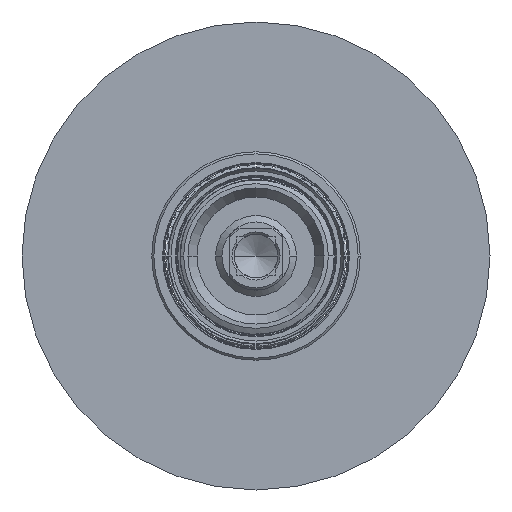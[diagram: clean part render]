
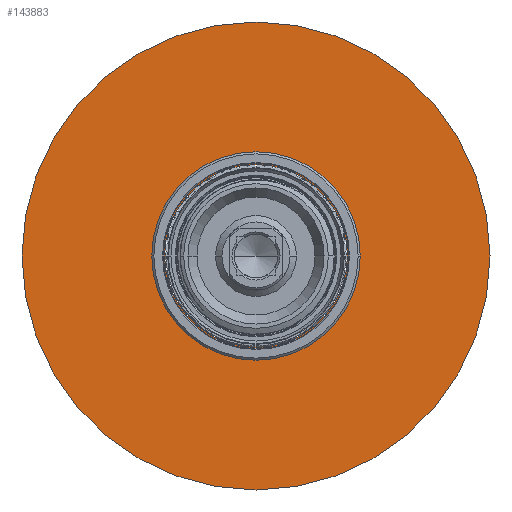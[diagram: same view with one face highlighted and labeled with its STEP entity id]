
A CAD part, front view. The second image highlights one B-rep face of the part: STEP entity #143883.
In plain terms, the highlighted face is planar.
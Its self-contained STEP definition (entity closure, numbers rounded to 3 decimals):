
#143794=CARTESIAN_POINT('',(0.,0.,0.));
#143795=DIRECTION('',(0.,0.,-1.));
#143796=DIRECTION('',(1.,0.,0.));
#143797=AXIS2_PLACEMENT_3D('',#143794,#143795,#143796);
#143799=CARTESIAN_POINT('',(0.,0.,0.));
#143800=DIRECTION('',(0.,0.,-1.));
#143801=DIRECTION('',(-1.,0.,0.));
#143802=AXIS2_PLACEMENT_3D('',#143799,#143800,#143801);
#143804=CARTESIAN_POINT('',(0.,0.,0.));
#143805=DIRECTION('',(0.,0.,1.));
#143806=DIRECTION('',(1.,0.,0.));
#143807=AXIS2_PLACEMENT_3D('',#143804,#143805,#143806);
#143809=CARTESIAN_POINT('',(0.,0.,0.));
#143810=DIRECTION('',(0.,0.,1.));
#143811=DIRECTION('',(-1.,0.,0.));
#143812=AXIS2_PLACEMENT_3D('',#143809,#143810,#143811);
#143850=CARTESIAN_POINT('',(21.5,0.,0.));
#143851=CARTESIAN_POINT('',(-21.5,0.,0.));
#143852=VERTEX_POINT('',#143850);
#143853=VERTEX_POINT('',#143851);
#143858=CARTESIAN_POINT('',(55.,0.,0.));
#143859=CARTESIAN_POINT('',(-55.,0.,0.));
#143860=VERTEX_POINT('',#143858);
#143861=VERTEX_POINT('',#143859);
#143866=CARTESIAN_POINT('',(0.,0.,0.));
#143867=DIRECTION('',(0.,0.,1.));
#143868=DIRECTION('',(1.,0.,0.));
#143869=AXIS2_PLACEMENT_3D('',#143866,#143867,#143868);
#143870=PLANE('',#143869);
#143872=ORIENTED_EDGE('',*,*,#143871,.T.);
#143874=ORIENTED_EDGE('',*,*,#143873,.T.);
#143875=EDGE_LOOP('',(#143872,#143874));
#143876=FACE_OUTER_BOUND('',#143875,.F.);
#143878=ORIENTED_EDGE('',*,*,#143877,.T.);
#143880=ORIENTED_EDGE('',*,*,#143879,.T.);
#143881=EDGE_LOOP('',(#143878,#143880));
#143882=FACE_BOUND('',#143881,.F.);
#143883=ADVANCED_FACE('',(#143876,#143882),#143870,.F.);
#143798=CIRCLE('',#143797,21.5);
#143803=CIRCLE('',#143802,21.5);
#143808=CIRCLE('',#143807,55.);
#143813=CIRCLE('',#143812,55.);
#143871=EDGE_CURVE('',#143860,#143861,#143808,.T.);
#143873=EDGE_CURVE('',#143861,#143860,#143813,.T.);
#143877=EDGE_CURVE('',#143852,#143853,#143798,.T.);
#143879=EDGE_CURVE('',#143853,#143852,#143803,.T.);
